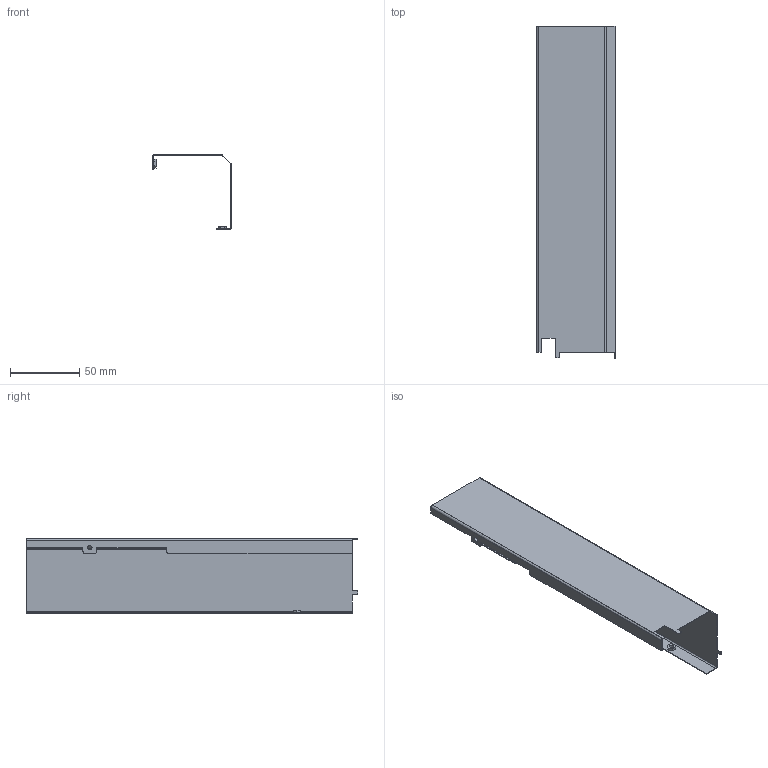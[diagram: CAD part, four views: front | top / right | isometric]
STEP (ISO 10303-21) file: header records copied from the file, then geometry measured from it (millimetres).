
FILE_DESCRIPTION (( 'STEP AP214' ), '1' );
FILE_NAME ('1273-B2P-B.STEP', '2013-11-18T22:42:45', ( '3DAssist' ), ( '' ), 'SwSTEP 2.0', 'SolidWorks 2013', '' );
FILE_SCHEMA (( 'AUTOMOTIVE_DESIGN' ));
Length unit declared in the file: millimetre
Products named in the file (1): 1273-B2P-B
Bounding box: 56.8 x 239 x 53.97 mm (x, y, z)
Volume: 14453.6 mm3; surface area: 58016.9 mm2
Topology: 1 solids, 1 shells, 83 faces, 207 edges, 128 vertices
Faces by surface type: plane 64, cylinder 19
Full cylindrical faces by diameter (mm): 3 x2
Entity records: 2433 total; most frequent: CARTESIAN_POINT 413, DIRECTION 409, ORIENTED_EDGE 406, EDGE_CURVE 203, VECTOR 165, LINE 165, VERTEX_POINT 126, AXIS2_PLACEMENT_3D 122
